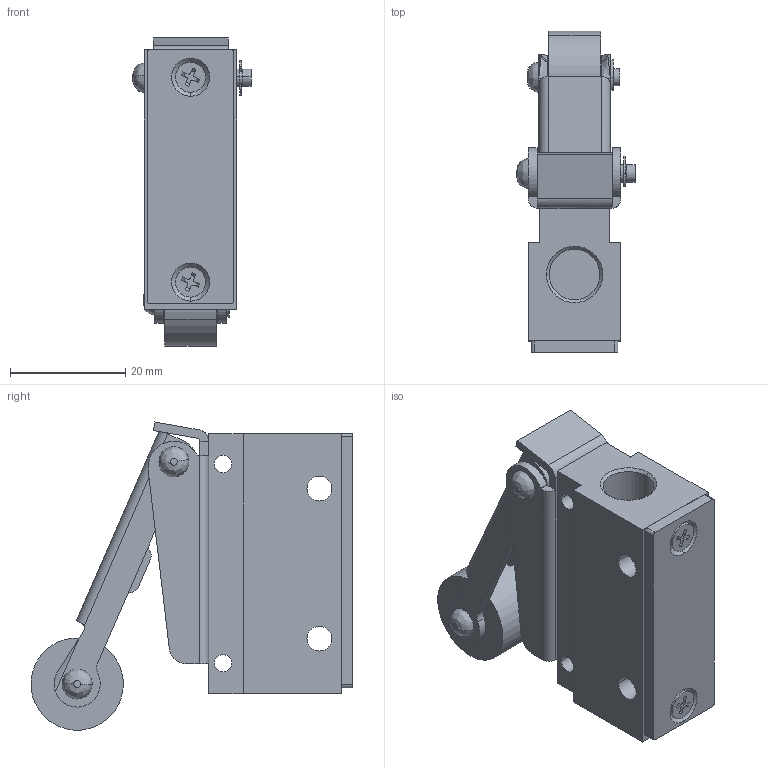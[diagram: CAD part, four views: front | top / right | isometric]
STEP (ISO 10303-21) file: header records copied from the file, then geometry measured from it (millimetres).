
FILE_DESCRIPTION (( 'STEP AP203' ), '1' );
FILE_NAME ('MOV-02.step', '2017-03-01T22:47:27', ( '' ), ( '' ), 'SwSTEP 2.0', 'SolidWorks 2016', '' );
FILE_SCHEMA (( 'CONFIG_CONTROL_DESIGN' ));
Length unit declared in the file: millimetre
Products named in the file (1): MOV-02
Bounding box: 20.5 x 55.74 x 53.38 mm (x, y, z)
Volume: 20536.9 mm3; surface area: 14232.1 mm2
Topology: 12 solids, 12 shells, 309 faces, 784 edges, 504 vertices
Faces by surface type: cylinder 149, plane 123, cone 28, bspline 9
Entity records: 9666 total; most frequent: CARTESIAN_POINT 1903, DIRECTION 1684, ORIENTED_EDGE 1548, EDGE_CURVE 774, AXIS2_PLACEMENT_3D 623, VERTEX_POINT 504, LINE 438, VECTOR 438
